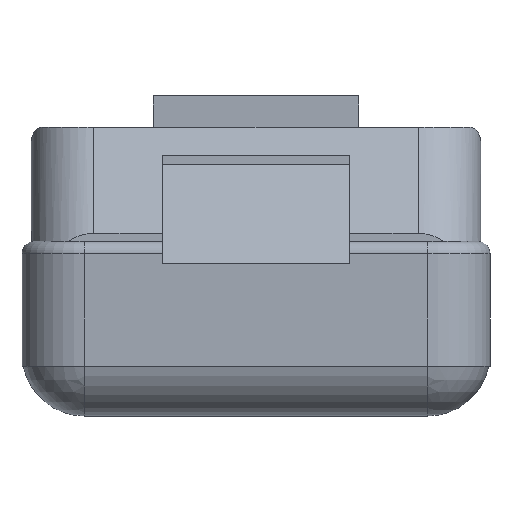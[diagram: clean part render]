
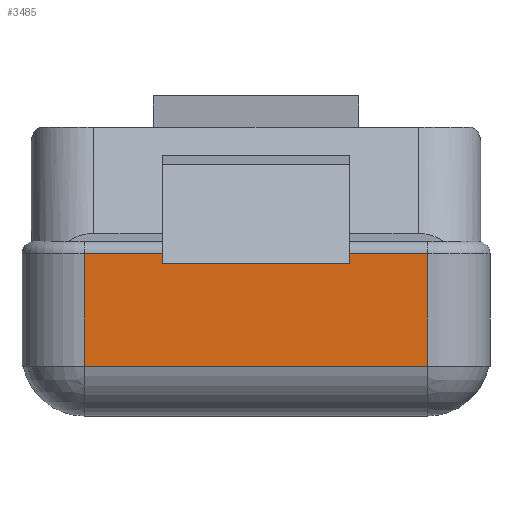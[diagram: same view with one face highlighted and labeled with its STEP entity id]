
A CAD part, front view. The second image highlights one B-rep face of the part: STEP entity #3485.
In plain terms, the highlighted planar face has unit normal (0, -1, 0).
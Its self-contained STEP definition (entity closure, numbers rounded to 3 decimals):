
#41=PLANE('',#3705);
#180=LINE('',#5069,#584);
#181=LINE('',#5074,#585);
#182=LINE('',#5075,#586);
#183=LINE('',#5077,#587);
#184=LINE('',#5079,#588);
#185=LINE('',#5081,#589);
#186=LINE('',#5083,#590);
#187=LINE('',#5084,#591);
#584=VECTOR('',#4049,1.);
#585=VECTOR('',#4054,1.);
#586=VECTOR('',#4055,10.);
#587=VECTOR('',#4056,1.);
#588=VECTOR('',#4057,1.);
#589=VECTOR('',#4058,1.);
#590=VECTOR('',#4059,1.);
#591=VECTOR('',#4060,1.);
#1042=FACE_OUTER_BOUND('',#1234,.T.);
#1234=EDGE_LOOP('',(#2449,#2450,#2451,#2452,#2453,#2454,#2455,#2456));
#1551=VERTEX_POINT('',#5066);
#1552=VERTEX_POINT('',#5068);
#1553=VERTEX_POINT('',#5072);
#1554=VERTEX_POINT('',#5073);
#1555=VERTEX_POINT('',#5076);
#1556=VERTEX_POINT('',#5078);
#1557=VERTEX_POINT('',#5080);
#1558=VERTEX_POINT('',#5082);
#1906=EDGE_CURVE('',#1552,#1551,#180,.T.);
#1908=EDGE_CURVE('',#1553,#1554,#181,.T.);
#1909=EDGE_CURVE('',#1553,#1552,#182,.T.);
#1910=EDGE_CURVE('',#1555,#1551,#183,.F.);
#1911=EDGE_CURVE('',#1555,#1556,#184,.T.);
#1912=EDGE_CURVE('',#1556,#1557,#185,.T.);
#1913=EDGE_CURVE('',#1558,#1557,#186,.T.);
#1914=EDGE_CURVE('',#1554,#1558,#187,.F.);
#2449=ORIENTED_EDGE('',*,*,#1908,.F.);
#2450=ORIENTED_EDGE('',*,*,#1909,.T.);
#2451=ORIENTED_EDGE('',*,*,#1906,.T.);
#2452=ORIENTED_EDGE('',*,*,#1910,.F.);
#2453=ORIENTED_EDGE('',*,*,#1911,.T.);
#2454=ORIENTED_EDGE('',*,*,#1912,.T.);
#2455=ORIENTED_EDGE('',*,*,#1913,.F.);
#2456=ORIENTED_EDGE('',*,*,#1914,.F.);
#3485=ADVANCED_FACE('',(#1042),#41,.F.);
#3705=AXIS2_PLACEMENT_3D('',#5071,#4052,#4053);
#4049=DIRECTION('',(0.,0.,1.));
#4052=DIRECTION('center_axis',(0.,1.,0.));
#4053=DIRECTION('ref_axis',(-1.,0.,0.));
#4054=DIRECTION('',(0.,0.,1.));
#4055=DIRECTION('',(1.,0.,0.));
#4056=DIRECTION('',(-1.,0.,0.));
#4057=DIRECTION('',(0.,0.,-1.));
#4058=DIRECTION('',(-1.,0.,0.));
#4059=DIRECTION('',(0.,0.,-1.));
#4060=DIRECTION('',(-1.,0.,0.));
#5066=CARTESIAN_POINT('',(27.5,103.,26.));
#5068=CARTESIAN_POINT('',(27.5,103.,8.));
#5069=CARTESIAN_POINT('',(27.5,103.,9.5));
#5071=CARTESIAN_POINT('Origin',(37.5,103.,-17.));
#5072=CARTESIAN_POINT('',(-27.5,103.,8.));
#5073=CARTESIAN_POINT('',(-27.5,103.,26.));
#5074=CARTESIAN_POINT('',(-27.5,103.,9.5));
#5075=CARTESIAN_POINT('',(18.75,103.,8.));
#5076=CARTESIAN_POINT('',(15.,103.,26.));
#5077=CARTESIAN_POINT('',(0.,103.,26.));
#5078=CARTESIAN_POINT('',(15.,103.,24.389));
#5079=CARTESIAN_POINT('',(15.,103.,25.194));
#5080=CARTESIAN_POINT('',(-15.,103.,24.389));
#5081=CARTESIAN_POINT('',(0.,103.,24.389));
#5082=CARTESIAN_POINT('',(-15.,103.,26.));
#5083=CARTESIAN_POINT('',(-15.,103.,25.194));
#5084=CARTESIAN_POINT('',(0.,103.,26.));
